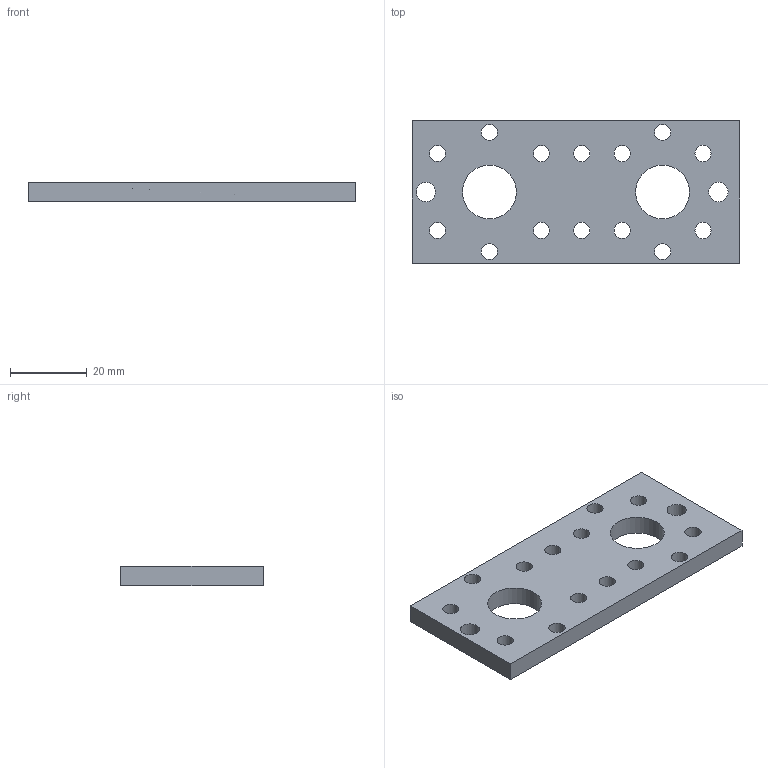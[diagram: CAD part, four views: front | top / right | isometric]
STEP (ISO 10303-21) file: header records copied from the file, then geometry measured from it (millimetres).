
FILE_DESCRIPTION(('STEP AP214'),'1');
FILE_NAME('Plaque superieure.stp','2018-09-24T07:40:40',(' '),(' '),'Spatial InterOp 3D',' ',' ');
FILE_SCHEMA(('automotive_design'));
Length unit declared in the file: millimetre
Products named in the file (1): Plaque superieure
Bounding box: 85 x 37 x 5 mm (x, y, z)
Volume: 13019.5 mm3; surface area: 7948.3 mm2
Topology: 1 solids, 1 shells, 24 faces, 66 edges, 44 vertices
Faces by surface type: cylinder 18, plane 6
Full cylindrical faces by diameter (mm): 4.2 x14, 5 x2, 14 x2
Entity records: 976 total; most frequent: DIRECTION 134, CARTESIAN_POINT 117, ORIENTED_EDGE 96, EDGE_LOOP 78, AXIS2_PLACEMENT_3D 61, EDGE_CURVE 48, VERTEX_POINT 44, FACE_OUTER_BOUND 42
